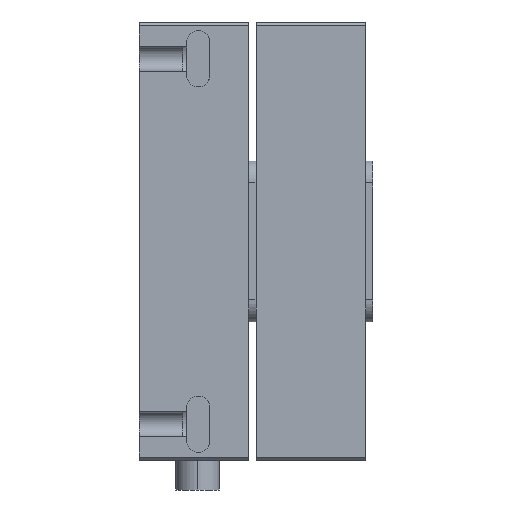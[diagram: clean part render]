
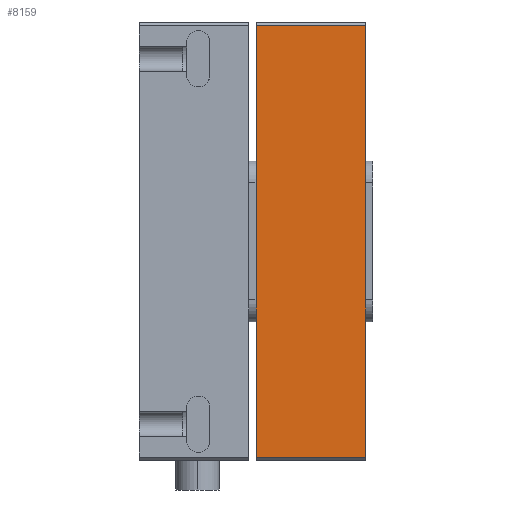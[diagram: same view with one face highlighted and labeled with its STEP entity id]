
A CAD part, front view. The second image highlights one B-rep face of the part: STEP entity #8159.
In plain terms, the highlighted planar face has unit normal (0, -1, 0).
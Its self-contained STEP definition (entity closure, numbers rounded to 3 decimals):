
#706 = VERTEX_POINT ( 'NONE', #12282 ) ;
#2008 = EDGE_LOOP ( 'NONE', ( #35004, #37217, #4807, #10226 ) ) ;
#3815 = CARTESIAN_POINT ( 'NONE',  ( -28.882, -25.183, 31.188 ) ) ;
#4807 = ORIENTED_EDGE ( 'NONE', *, *, #36246, .F. ) ;
#6656 = DIRECTION ( 'NONE',  ( -1., 0., 0. ) ) ;
#8159 = ADVANCED_FACE ( 'NONE', ( #9883 ), #46513, .F. ) ;
#9018 = CARTESIAN_POINT ( 'NONE',  ( -13.882, -25.183, 31.188 ) ) ;
#9883 = FACE_OUTER_BOUND ( 'NONE', #2008, .T. ) ;
#10226 = ORIENTED_EDGE ( 'NONE', *, *, #27639, .T. ) ;
#12050 = DIRECTION ( 'NONE',  ( 0., 0., -1. ) ) ;
#12282 = CARTESIAN_POINT ( 'NONE',  ( -13.882, -25.183, 31.188 ) ) ;
#15093 = VECTOR ( 'NONE', #24023, 1000. ) ;
#17982 = EDGE_CURVE ( 'NONE', #706, #26141, #49003, .T. ) ;
#19061 = VECTOR ( 'NONE', #12050, 1000. ) ;
#19558 = EDGE_CURVE ( 'NONE', #26141, #44169, #38137, .T. ) ;
#20147 = CARTESIAN_POINT ( 'NONE',  ( -28.882, -25.183, -28.312 ) ) ;
#22504 = CARTESIAN_POINT ( 'NONE',  ( -13.882, -25.183, -27.812 ) ) ;
#23135 = CARTESIAN_POINT ( 'NONE',  ( -13.882, -25.183, -27.812 ) ) ;
#23288 = DIRECTION ( 'NONE',  ( 0., 0., -1. ) ) ;
#23627 = DIRECTION ( 'NONE',  ( 0., 1., 0. ) ) ;
#23689 = VECTOR ( 'NONE', #39679, 1000. ) ;
#24023 = DIRECTION ( 'NONE',  ( 0., 0., -1. ) ) ;
#25199 = AXIS2_PLACEMENT_3D ( 'NONE', #23135, #23627, #23288 ) ;
#26141 = VERTEX_POINT ( 'NONE', #22504 ) ;
#27639 = EDGE_CURVE ( 'NONE', #49723, #44169, #28927, .T. ) ;
#27981 = VECTOR ( 'NONE', #6656, 1000. ) ;
#28927 = LINE ( 'NONE', #20147, #15093 ) ;
#33882 = LINE ( 'NONE', #9018, #23689 ) ;
#34554 = CARTESIAN_POINT ( 'NONE',  ( -13.882, -25.183, -27.812 ) ) ;
#35004 = ORIENTED_EDGE ( 'NONE', *, *, #19558, .F. ) ;
#36246 = EDGE_CURVE ( 'NONE', #49723, #706, #33882, .T. ) ;
#37217 = ORIENTED_EDGE ( 'NONE', *, *, #17982, .F. ) ;
#38137 = LINE ( 'NONE', #45357, #27981 ) ;
#39679 = DIRECTION ( 'NONE',  ( 1., 0., 0. ) ) ;
#43532 = CARTESIAN_POINT ( 'NONE',  ( -28.882, -25.183, -27.812 ) ) ;
#44169 = VERTEX_POINT ( 'NONE', #43532 ) ;
#45357 = CARTESIAN_POINT ( 'NONE',  ( -13.882, -25.183, -27.812 ) ) ;
#46513 = PLANE ( 'NONE',  #25199 ) ;
#49003 = LINE ( 'NONE', #34554, #19061 ) ;
#49723 = VERTEX_POINT ( 'NONE', #3815 ) ;
